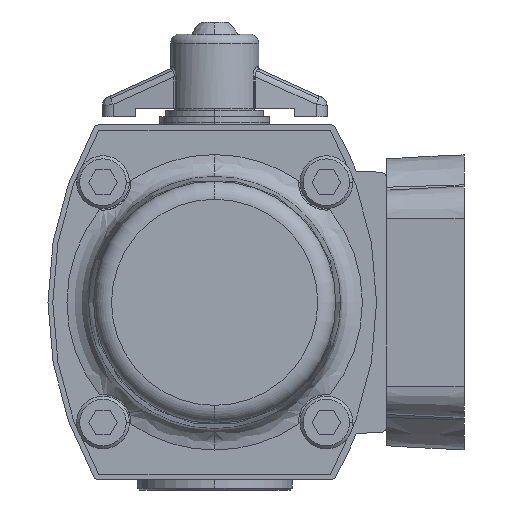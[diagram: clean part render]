
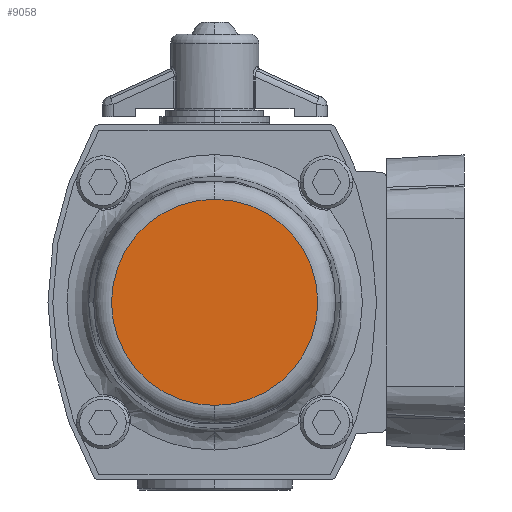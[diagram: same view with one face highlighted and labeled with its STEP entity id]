
A CAD part, left-side view. The second image highlights one B-rep face of the part: STEP entity #9058.
In plain terms, the highlighted face is planar.
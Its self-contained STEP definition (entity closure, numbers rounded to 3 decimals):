
#8150=CARTESIAN_POINT('',(18.895,0.,-16.623));
#8151=VERTEX_POINT('',#8150);
#8169=CARTESIAN_POINT('',(18.895,0.,16.623));
#8170=VERTEX_POINT('',#8169);
#8178=CARTESIAN_POINT('',(18.895,16.623,0.));
#8179=VERTEX_POINT('',#8178);
#8180=CARTESIAN_POINT('',(18.895,0.0,0.));
#8181=DIRECTION('',(-1.0,0.0,0.0));
#8182=DIRECTION('',(0.0,-1.0,0.0));
#8183=AXIS2_PLACEMENT_3D('',#8180,#8181,#8182);
#8184=CIRCLE('',#8183,16.623);
#8185=EDGE_CURVE('',#8170,#8179,#8184,.T.);
#8187=CARTESIAN_POINT('',(18.895,0.0,0.));
#8188=DIRECTION('',(-1.0,0.0,0.0));
#8189=DIRECTION('',(0.0,-1.0,0.0));
#8190=AXIS2_PLACEMENT_3D('',#8187,#8188,#8189);
#8191=CIRCLE('',#8190,16.623);
#8192=EDGE_CURVE('',#8179,#8151,#8191,.T.);
#9015=CARTESIAN_POINT('',(18.895,0.0,0.));
#9016=DIRECTION('',(-1.0,0.0,0.0));
#9017=DIRECTION('',(0.0,-1.0,0.0));
#9018=AXIS2_PLACEMENT_3D('',#9015,#9016,#9017);
#9019=CIRCLE('',#9018,16.623);
#9020=EDGE_CURVE('',#8151,#8170,#9019,.T.);
#9048=CARTESIAN_POINT('',(18.895,0.0,0.));
#9049=DIRECTION('',(1.0,0.0,0.0));
#9050=DIRECTION('',(0.0,0.0,-1.0));
#9051=AXIS2_PLACEMENT_3D('',#9048,#9049,#9050);
#9052=PLANE('',#9051);
#9053=ORIENTED_EDGE('',*,*,#8192,.F.);
#9054=ORIENTED_EDGE('',*,*,#8185,.F.);
#9055=ORIENTED_EDGE('',*,*,#9020,.F.);
#9056=EDGE_LOOP('',(#9053,#9054,#9055));
#9057=FACE_OUTER_BOUND('',#9056,.T.);
#9058=ADVANCED_FACE('',(#9057),#9052,.T.);
